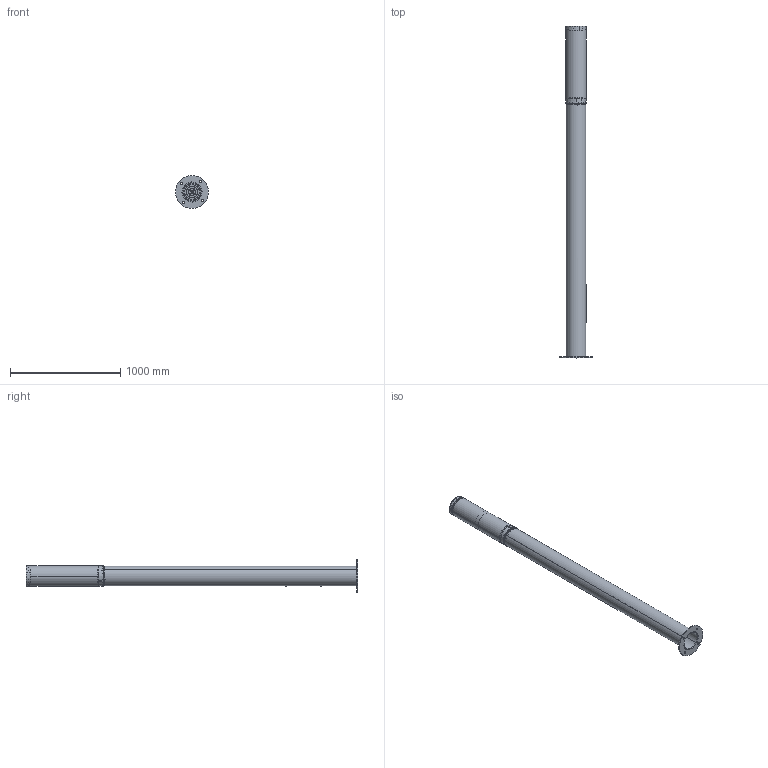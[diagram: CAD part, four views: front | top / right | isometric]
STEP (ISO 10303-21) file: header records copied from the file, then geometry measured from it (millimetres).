
FILE_DESCRIPTION (( 'STEP AP203' ), '1' );
FILE_NAME ('Coloss LED.STEP', '2022-05-11T14:01:45', ( '' ), ( '' ), 'SwSTEP 2.0', 'SolidWorks 2019', '' );
FILE_SCHEMA (( 'CONFIG_CONTROL_DESIGN' ));
Products named in the file (1): Coloss LED
Bounding box: 299.98 x 3010.5 x 299.98 mm (x, y, z)
Volume: 11360463.1 mm3; surface area: 4186892.1 mm2
Topology: 52 solids, 52 shells, 8551 faces, 21798 edges, 13064 vertices
Faces by surface type: plane 3182, cylinder 2121, bspline 1465, cone 904, sphere 586, torus 293
Entity records: 480963 total; most frequent: CARTESIAN_POINT 291716, ORIENTED_EDGE 41844, DIRECTION 34819, EDGE_CURVE 20922, VERTEX_POINT 13064, AXIS2_PLACEMENT_3D 12571, LINE 9677, VECTOR 9677
